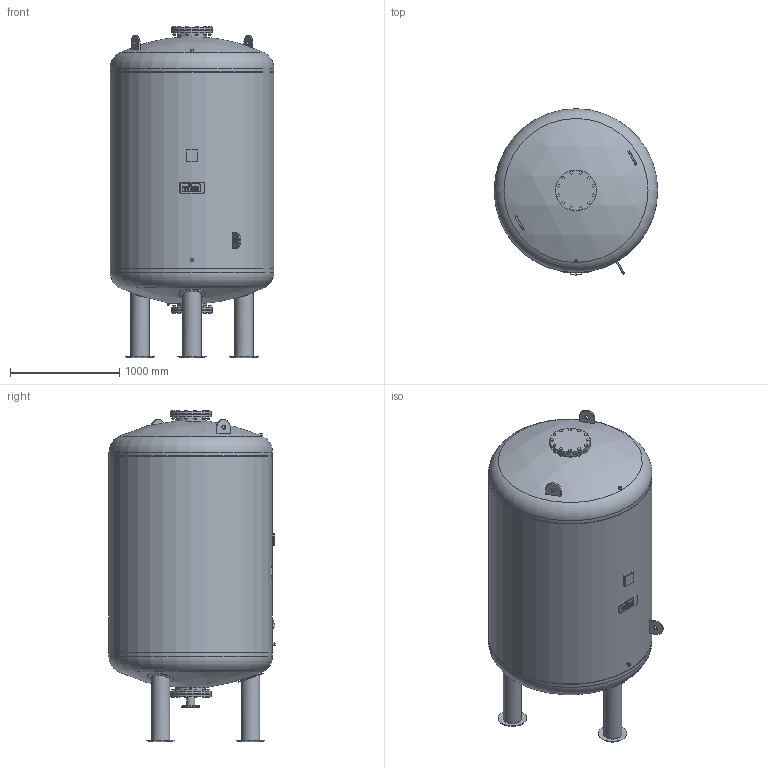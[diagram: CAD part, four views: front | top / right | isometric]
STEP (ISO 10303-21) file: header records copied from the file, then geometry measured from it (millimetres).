
FILE_DESCRIPTION(/* description */ (''),/* implementation_level */ '2;1');
FILE_NAME(/* name */ '3d_ReflexomatRF4000_6bar-8652605.stp',/* time_stamp */ '2024-09-24T14:55:56+02:00',/* author */ ('Andrzej'),/* organization */ (''),/* preprocessor_version */ 'ST-DEVELOPER v16.13',/* originating_system */ 'AutoCAD Mechanical',/* authorisation */ '');
FILE_SCHEMA (('AUTOMOTIVE_DESIGN { 1 0 10303 214 3 1 1 }'));
Length unit declared in the file: millimetre
Products named in the file (1): Product
Bounding box: 1500 x 1524 x 3038.75 mm (x, y, z)
Volume: 4009261770.5 mm3; surface area: 24106829.2 mm2
Topology: 23 solids, 26 shells, 814 faces, 1953 edges, 1284 vertices
Faces by surface type: plane 571, cylinder 181, cone 37, sphere 16, torus 9
Full cylindrical faces by diameter (mm): 3 x1, 14 x4, 14.95 x2, 16 x48, 19 x1, 21.3 x4, 26.9 x1, 27 x1, 38 x3, 76.1 x2, 159.3 x3, 160 x1, 168.3 x3, 240 x3, 260 x3, 260.4 x2, 272.4 x1, 273 x1, 375 x4, 1500 x3
Entity records: 23093 total; most frequent: CARTESIAN_POINT 4299, DIRECTION 3835, ORIENTED_EDGE 3570, EDGE_CURVE 1785, LINE 1343, VECTOR 1343, VERTEX_POINT 1252, AXIS2_PLACEMENT_3D 1246
